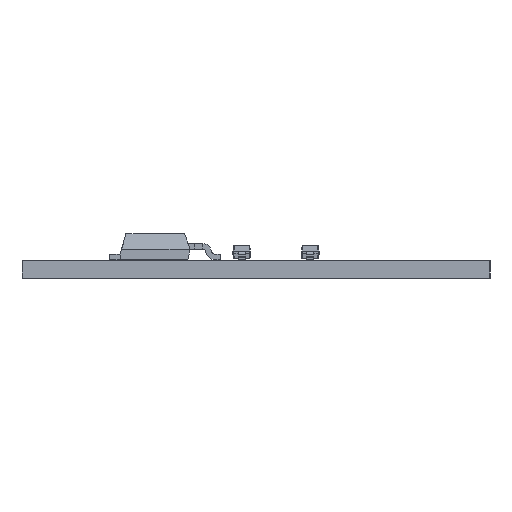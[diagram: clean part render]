
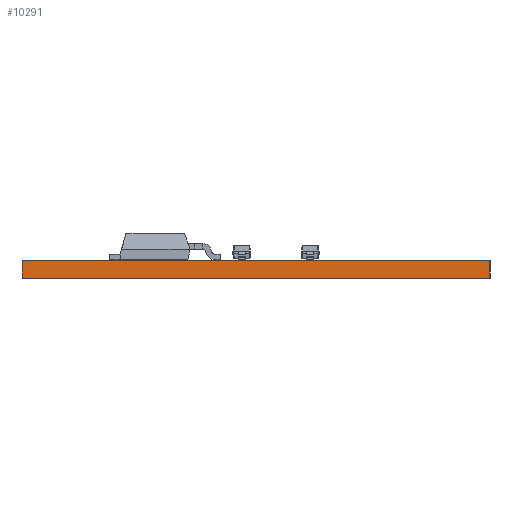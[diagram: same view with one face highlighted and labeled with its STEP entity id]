
A CAD part, left-side view. The second image highlights one B-rep face of the part: STEP entity #10291.
In plain terms, the highlighted planar face has unit normal (-1, 0, 0).
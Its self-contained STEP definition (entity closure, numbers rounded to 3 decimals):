
#10175 = EDGE_CURVE('',#10176,#10178,#10180,.T.);
#10176 = VERTEX_POINT('',#10177);
#10177 = CARTESIAN_POINT('',(83.693,-73.152,0.));
#10178 = VERTEX_POINT('',#10179);
#10179 = CARTESIAN_POINT('',(83.693,-73.152,1.6));
#10180 = SURFACE_CURVE('',#10181,(#10185,#10197),.PCURVE_S1.);
#10181 = LINE('',#10182,#10183);
#10182 = CARTESIAN_POINT('',(83.693,-73.152,0.));
#10183 = VECTOR('',#10184,1.);
#10184 = DIRECTION('',(0.,0.,1.));
#10185 = PCURVE('',#10186,#10191);
#10186 = PLANE('',#10187);
#10187 = AXIS2_PLACEMENT_3D('',#10188,#10189,#10190);
#10188 = CARTESIAN_POINT('',(83.693,-73.152,0.));
#10189 = DIRECTION('',(0.,1.,0.));
#10190 = DIRECTION('',(1.,0.,0.));
#10191 = DEFINITIONAL_REPRESENTATION('',(#10192),#10196);
#10192 = LINE('',#10193,#10194);
#10193 = CARTESIAN_POINT('',(0.,0.));
#10194 = VECTOR('',#10195,1.);
#10195 = DIRECTION('',(0.,-1.));
#10196 = ( GEOMETRIC_REPRESENTATION_CONTEXT(2) 
PARAMETRIC_REPRESENTATION_CONTEXT() REPRESENTATION_CONTEXT('2D SPACE',''
  ) );
#10197 = PCURVE('',#10198,#10203);
#10198 = PLANE('',#10199);
#10199 = AXIS2_PLACEMENT_3D('',#10200,#10201,#10202);
#10200 = CARTESIAN_POINT('',(83.693,-114.808,0.));
#10201 = DIRECTION('',(-1.,0.,0.));
#10202 = DIRECTION('',(0.,1.,0.));
#10203 = DEFINITIONAL_REPRESENTATION('',(#10204),#10208);
#10204 = LINE('',#10205,#10206);
#10205 = CARTESIAN_POINT('',(41.656,0.));
#10206 = VECTOR('',#10207,1.);
#10207 = DIRECTION('',(0.,-1.));
#10208 = ( GEOMETRIC_REPRESENTATION_CONTEXT(2) 
PARAMETRIC_REPRESENTATION_CONTEXT() REPRESENTATION_CONTEXT('2D SPACE',''
  ) );
#10226 = PLANE('',#10227);
#10227 = AXIS2_PLACEMENT_3D('',#10228,#10229,#10230);
#10228 = CARTESIAN_POINT('',(114.11,-93.98,1.6));
#10229 = DIRECTION('',(0.,0.,-1.));
#10230 = DIRECTION('',(-1.,0.,0.));
#10280 = PLANE('',#10281);
#10281 = AXIS2_PLACEMENT_3D('',#10282,#10283,#10284);
#10282 = CARTESIAN_POINT('',(114.11,-93.98,0.));
#10283 = DIRECTION('',(0.,0.,-1.));
#10284 = DIRECTION('',(-1.,0.,0.));
#10291 = ADVANCED_FACE('',(#10292),#10198,.T.);
#10292 = FACE_BOUND('',#10293,.T.);
#10293 = EDGE_LOOP('',(#10294,#10324,#10345,#10346));
#10294 = ORIENTED_EDGE('',*,*,#10295,.T.);
#10295 = EDGE_CURVE('',#10296,#10298,#10300,.T.);
#10296 = VERTEX_POINT('',#10297);
#10297 = CARTESIAN_POINT('',(83.693,-114.808,0.));
#10298 = VERTEX_POINT('',#10299);
#10299 = CARTESIAN_POINT('',(83.693,-114.808,1.6));
#10300 = SURFACE_CURVE('',#10301,(#10305,#10312),.PCURVE_S1.);
#10301 = LINE('',#10302,#10303);
#10302 = CARTESIAN_POINT('',(83.693,-114.808,0.));
#10303 = VECTOR('',#10304,1.);
#10304 = DIRECTION('',(0.,0.,1.));
#10305 = PCURVE('',#10198,#10306);
#10306 = DEFINITIONAL_REPRESENTATION('',(#10307),#10311);
#10307 = LINE('',#10308,#10309);
#10308 = CARTESIAN_POINT('',(0.,0.));
#10309 = VECTOR('',#10310,1.);
#10310 = DIRECTION('',(0.,-1.));
#10311 = ( GEOMETRIC_REPRESENTATION_CONTEXT(2) 
PARAMETRIC_REPRESENTATION_CONTEXT() REPRESENTATION_CONTEXT('2D SPACE',''
  ) );
#10312 = PCURVE('',#10313,#10318);
#10313 = PLANE('',#10314);
#10314 = AXIS2_PLACEMENT_3D('',#10315,#10316,#10317);
#10315 = CARTESIAN_POINT('',(144.526,-114.808,0.));
#10316 = DIRECTION('',(0.,-1.,0.));
#10317 = DIRECTION('',(-1.,0.,0.));
#10318 = DEFINITIONAL_REPRESENTATION('',(#10319),#10323);
#10319 = LINE('',#10320,#10321);
#10320 = CARTESIAN_POINT('',(60.833,0.));
#10321 = VECTOR('',#10322,1.);
#10322 = DIRECTION('',(0.,-1.));
#10323 = ( GEOMETRIC_REPRESENTATION_CONTEXT(2) 
PARAMETRIC_REPRESENTATION_CONTEXT() REPRESENTATION_CONTEXT('2D SPACE',''
  ) );
#10324 = ORIENTED_EDGE('',*,*,#10325,.T.);
#10325 = EDGE_CURVE('',#10298,#10178,#10326,.T.);
#10326 = SURFACE_CURVE('',#10327,(#10331,#10338),.PCURVE_S1.);
#10327 = LINE('',#10328,#10329);
#10328 = CARTESIAN_POINT('',(83.693,-114.808,1.6));
#10329 = VECTOR('',#10330,1.);
#10330 = DIRECTION('',(0.,1.,0.));
#10331 = PCURVE('',#10198,#10332);
#10332 = DEFINITIONAL_REPRESENTATION('',(#10333),#10337);
#10333 = LINE('',#10334,#10335);
#10334 = CARTESIAN_POINT('',(0.,-1.6));
#10335 = VECTOR('',#10336,1.);
#10336 = DIRECTION('',(1.,0.));
#10337 = ( GEOMETRIC_REPRESENTATION_CONTEXT(2) 
PARAMETRIC_REPRESENTATION_CONTEXT() REPRESENTATION_CONTEXT('2D SPACE',''
  ) );
#10338 = PCURVE('',#10226,#10339);
#10339 = DEFINITIONAL_REPRESENTATION('',(#10340),#10344);
#10340 = LINE('',#10341,#10342);
#10341 = CARTESIAN_POINT('',(30.417,-20.828));
#10342 = VECTOR('',#10343,1.);
#10343 = DIRECTION('',(0.,1.));
#10344 = ( GEOMETRIC_REPRESENTATION_CONTEXT(2) 
PARAMETRIC_REPRESENTATION_CONTEXT() REPRESENTATION_CONTEXT('2D SPACE',''
  ) );
#10345 = ORIENTED_EDGE('',*,*,#10175,.F.);
#10346 = ORIENTED_EDGE('',*,*,#10347,.F.);
#10347 = EDGE_CURVE('',#10296,#10176,#10348,.T.);
#10348 = SURFACE_CURVE('',#10349,(#10353,#10360),.PCURVE_S1.);
#10349 = LINE('',#10350,#10351);
#10350 = CARTESIAN_POINT('',(83.693,-114.808,0.));
#10351 = VECTOR('',#10352,1.);
#10352 = DIRECTION('',(0.,1.,0.));
#10353 = PCURVE('',#10198,#10354);
#10354 = DEFINITIONAL_REPRESENTATION('',(#10355),#10359);
#10355 = LINE('',#10356,#10357);
#10356 = CARTESIAN_POINT('',(0.,0.));
#10357 = VECTOR('',#10358,1.);
#10358 = DIRECTION('',(1.,0.));
#10359 = ( GEOMETRIC_REPRESENTATION_CONTEXT(2) 
PARAMETRIC_REPRESENTATION_CONTEXT() REPRESENTATION_CONTEXT('2D SPACE',''
  ) );
#10360 = PCURVE('',#10280,#10361);
#10361 = DEFINITIONAL_REPRESENTATION('',(#10362),#10366);
#10362 = LINE('',#10363,#10364);
#10363 = CARTESIAN_POINT('',(30.417,-20.828));
#10364 = VECTOR('',#10365,1.);
#10365 = DIRECTION('',(0.,1.));
#10366 = ( GEOMETRIC_REPRESENTATION_CONTEXT(2) 
PARAMETRIC_REPRESENTATION_CONTEXT() REPRESENTATION_CONTEXT('2D SPACE',''
  ) );
